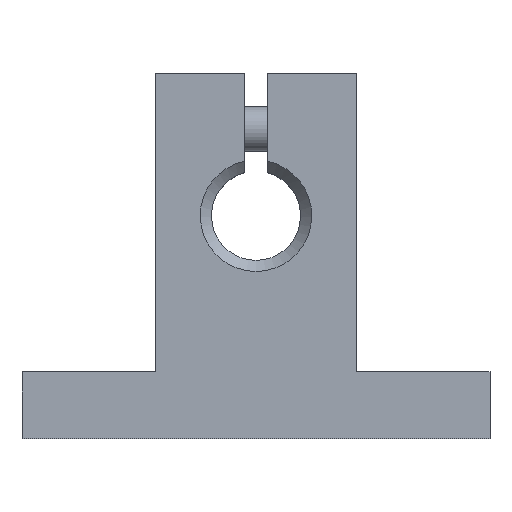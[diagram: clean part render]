
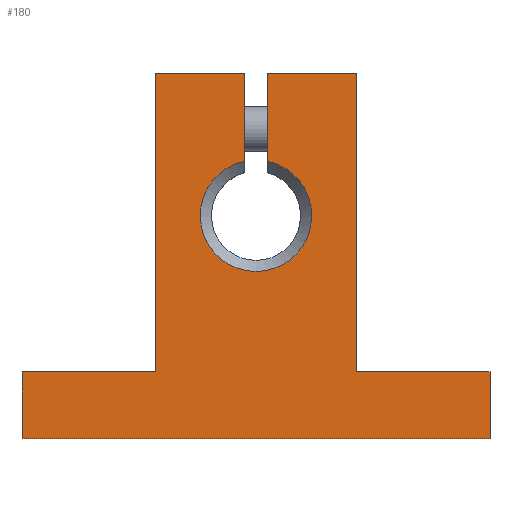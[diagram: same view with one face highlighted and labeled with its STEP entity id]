
A CAD part, top view. The second image highlights one B-rep face of the part: STEP entity #180.
In plain terms, the highlighted planar face has unit normal (0, 0, 1).
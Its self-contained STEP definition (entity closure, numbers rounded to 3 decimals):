
#180 = ADVANCED_FACE( '', ( #244 ), #245, .T. );
#244 = FACE_OUTER_BOUND( '', #356, .T. );
#245 = PLANE( '', #357 );
#356 = EDGE_LOOP( '', ( #523, #524, #525, #526, #527, #528, #529, #530, #531, #532, #533, #534 ) );
#357 = AXIS2_PLACEMENT_3D( '', #535, #536, #537 );
#523 = ORIENTED_EDGE( '', *, *, #788, .T. );
#524 = ORIENTED_EDGE( '', *, *, #784, .T. );
#525 = ORIENTED_EDGE( '', *, *, #791, .T. );
#526 = ORIENTED_EDGE( '', *, *, #774, .T. );
#527 = ORIENTED_EDGE( '', *, *, #792, .T. );
#528 = ORIENTED_EDGE( '', *, *, #758, .T. );
#529 = ORIENTED_EDGE( '', *, *, #754, .T. );
#530 = ORIENTED_EDGE( '', *, *, #793, .T. );
#531 = ORIENTED_EDGE( '', *, *, #794, .T. );
#532 = ORIENTED_EDGE( '', *, *, #779, .T. );
#533 = ORIENTED_EDGE( '', *, *, #789, .T. );
#534 = ORIENTED_EDGE( '', *, *, #765, .T. );
#535 = CARTESIAN_POINT( '', ( 0., 0., 7. ) );
#536 = DIRECTION( '', ( 0., 0., 1. ) );
#537 = DIRECTION( '', ( 1., 0., 0. ) );
#754 = EDGE_CURVE( '', #849, #847, #850, .T. );
#758 = EDGE_CURVE( '', #856, #849, #857, .T. );
#765 = EDGE_CURVE( '', #859, #868, #870, .T. );
#774 = EDGE_CURVE( '', #886, #884, #887, .T. );
#779 = EDGE_CURVE( '', #896, #894, #897, .T. );
#784 = EDGE_CURVE( '', #906, #904, #907, .T. );
#788 = EDGE_CURVE( '', #868, #906, #912, .T. );
#789 = EDGE_CURVE( '', #894, #859, #913, .T. );
#791 = EDGE_CURVE( '', #904, #886, #915, .T. );
#792 = EDGE_CURVE( '', #884, #856, #916, .T. );
#793 = EDGE_CURVE( '', #847, #917, #918, .T. );
#794 = EDGE_CURVE( '', #917, #896, #919, .T. );
#847 = VERTEX_POINT( '', #1002 );
#849 = VERTEX_POINT( '', #1005 );
#850 = LINE( '', #1006, #1007 );
#856 = VERTEX_POINT( '', #1015 );
#857 = LINE( '', #1016, #1017 );
#859 = VERTEX_POINT( '', #1020 );
#868 = VERTEX_POINT( '', #1035 );
#870 = LINE( '', #1040, #1041 );
#884 = VERTEX_POINT( '', #1060 );
#886 = VERTEX_POINT( '', #1063 );
#887 = LINE( '', #1064, #1065 );
#894 = VERTEX_POINT( '', #1074 );
#896 = VERTEX_POINT( '', #1077 );
#897 = LINE( '', #1078, #1079 );
#904 = VERTEX_POINT( '', #1087 );
#906 = VERTEX_POINT( '', #1090 );
#907 = LINE( '', #1091, #1092 );
#912 = CIRCLE( '', #1101, 5. );
#913 = LINE( '', #1102, #1103 );
#915 = LINE( '', #1106, #1107 );
#916 = LINE( '', #1108, #1109 );
#917 = VERTEX_POINT( '', #1110 );
#918 = LINE( '', #1111, #1112 );
#919 = LINE( '', #1113, #1114 );
#1002 = CARTESIAN_POINT( '', ( 21., 0., 7. ) );
#1005 = CARTESIAN_POINT( '', ( -21., 0., 7. ) );
#1006 = CARTESIAN_POINT( '', ( -21., 0., 7. ) );
#1007 = VECTOR( '', #1225, 1000. );
#1015 = CARTESIAN_POINT( '', ( -21., 6., 7. ) );
#1016 = CARTESIAN_POINT( '', ( -21., 6., 7. ) );
#1017 = VECTOR( '', #1231, 1000. );
#1020 = CARTESIAN_POINT( '', ( 1., 32.8, 7. ) );
#1035 = CARTESIAN_POINT( '', ( 1., 24.899, 7. ) );
#1040 = CARTESIAN_POINT( '', ( 1., 0., 7. ) );
#1041 = VECTOR( '', #1236, 1000. );
#1060 = CARTESIAN_POINT( '', ( -9., 6., 7. ) );
#1063 = CARTESIAN_POINT( '', ( -9., 32.8, 7. ) );
#1064 = CARTESIAN_POINT( '', ( -9., 32.8, 7. ) );
#1065 = VECTOR( '', #1252, 1000. );
#1074 = CARTESIAN_POINT( '', ( 9., 32.8, 7. ) );
#1077 = CARTESIAN_POINT( '', ( 9., 6., 7. ) );
#1078 = CARTESIAN_POINT( '', ( 9., 6., 7. ) );
#1079 = VECTOR( '', #1259, 1000. );
#1087 = CARTESIAN_POINT( '', ( -1., 32.8, 7. ) );
#1090 = CARTESIAN_POINT( '', ( -1., 24.899, 7. ) );
#1091 = CARTESIAN_POINT( '', ( -1., 0., 7. ) );
#1092 = VECTOR( '', #1268, 1000. );
#1101 = AXIS2_PLACEMENT_3D( '', #1273, #1274, #1275 );
#1102 = CARTESIAN_POINT( '', ( 9., 32.8, 7. ) );
#1103 = VECTOR( '', #1276, 1000. );
#1106 = CARTESIAN_POINT( '', ( 9., 32.8, 7. ) );
#1107 = VECTOR( '', #1278, 1000. );
#1108 = CARTESIAN_POINT( '', ( -9., 6., 7. ) );
#1109 = VECTOR( '', #1279, 1000. );
#1110 = CARTESIAN_POINT( '', ( 21., 6., 7. ) );
#1111 = CARTESIAN_POINT( '', ( 21., 0., 7. ) );
#1112 = VECTOR( '', #1280, 1000. );
#1113 = CARTESIAN_POINT( '', ( 21., 6., 7. ) );
#1114 = VECTOR( '', #1281, 1000. );
#1225 = DIRECTION( '', ( 1., 0., 0. ) );
#1231 = DIRECTION( '', ( 0., -1., 0. ) );
#1236 = DIRECTION( '', ( 0., -1., 0. ) );
#1252 = DIRECTION( '', ( 0., -1., 0. ) );
#1259 = DIRECTION( '', ( 0., 1., 0. ) );
#1268 = DIRECTION( '', ( 0., 1., 0. ) );
#1273 = CARTESIAN_POINT( '', ( 0., 20., 7. ) );
#1274 = DIRECTION( '', ( 0., 0., -1. ) );
#1275 = DIRECTION( '', ( -1., 0., 0. ) );
#1276 = DIRECTION( '', ( -1., 0., 0. ) );
#1278 = DIRECTION( '', ( -1., 0., 0. ) );
#1279 = DIRECTION( '', ( -1., 0., 0. ) );
#1280 = DIRECTION( '', ( 0., 1., 0. ) );
#1281 = DIRECTION( '', ( -1., 0., 0. ) );
